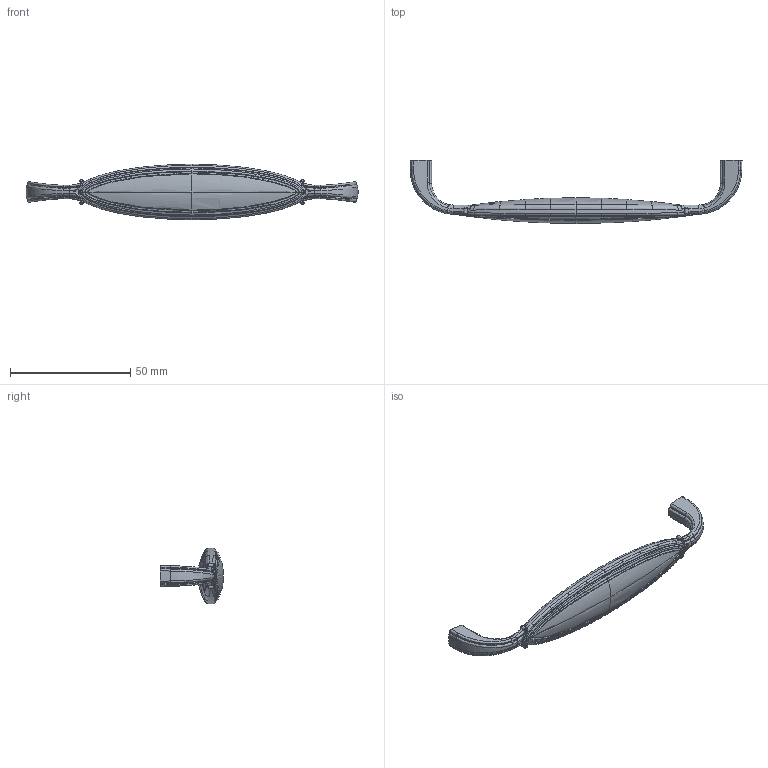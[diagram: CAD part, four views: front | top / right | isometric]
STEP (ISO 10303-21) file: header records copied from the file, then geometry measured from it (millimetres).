
FILE_DESCRIPTION(('Creo Elements/Direct Modeling STEP Export'),'2;1');
FILE_NAME('1973-138.stp','2021-09-27T 9:32:04',(''),(''),'Creo Elements/Direct Modeling STEP processor for AP214 (Solid Model)','Creo Elements/Direct Modeling 20.0 12-Nov-2016 (C) Parametric Technology GmbH','');
FILE_SCHEMA(('AUTOMOTIVE_DESIGN { 1 0 10303 214 1 1 1 1 }'));
Products named in the file (3): Einlage; Griff; 1973_138
Assembly tree (2 placements, depth 2):
  1973_138
    Griff
    Einlage
Bounding box: 137.99 x 26.19 x 23 mm (x, y, z)
Volume: 12025.9 mm3; surface area: 10169.7 mm2
Topology: 2 solids, 2 shells, 971 faces, 2689 edges, 1724 vertices
Faces by surface type: plane 539, bspline 303, cylinder 66, extrusion 27, torus 20, revolution 8, cone 4, sphere 4
Entity records: 136632 total; most frequent: CARTESIAN_POINT 115676, ORIENTED_EDGE 5338, EDGE_CURVE 2669, DIRECTION 2153, B_SPLINE_CURVE_WITH_KNOTS 1781, VERTEX_POINT 1724, SURFACE_CURVE 1333, EDGE_LOOP 993
